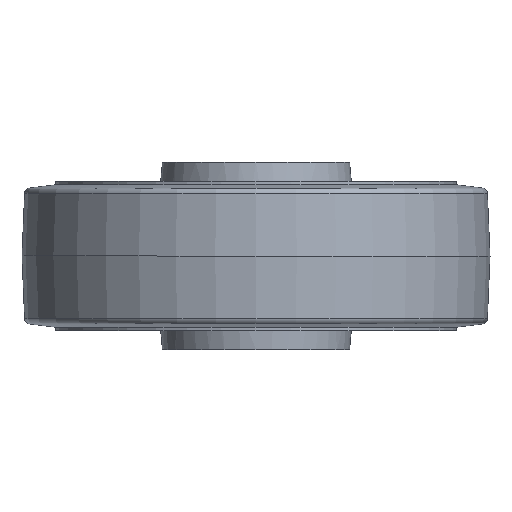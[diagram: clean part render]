
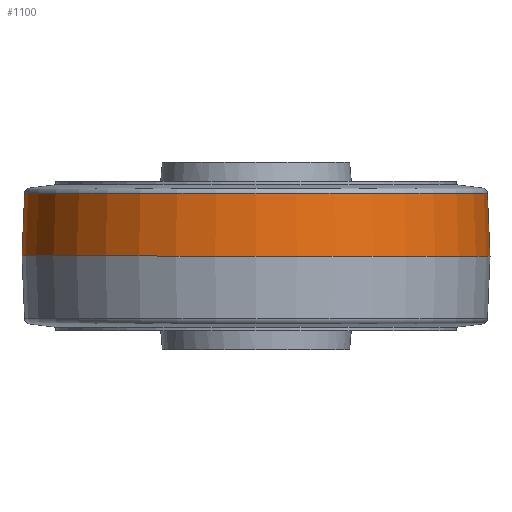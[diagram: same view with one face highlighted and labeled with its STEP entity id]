
A CAD part, front view. The second image highlights one B-rep face of the part: STEP entity #1100.
In plain terms, the highlighted conical face has half-angle 2.386 degrees and reference radius 61.75 mm.
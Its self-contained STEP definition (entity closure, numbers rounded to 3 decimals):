
#1100 = ADVANCED_FACE ( 'NONE', ( #6473 ), #2113, .T. ) ;
#1627 = CARTESIAN_POINT ( 'NONE',  ( 0., 0., 18. ) ) ;
#1809 = LINE ( 'NONE', #12885, #11487 ) ;
#1894 = CARTESIAN_POINT ( 'NONE',  ( 61.803, 0., 16.727 ) ) ;
#1939 = CARTESIAN_POINT ( 'NONE',  ( -62.5, 0., 0. ) ) ;
#2113 = CONICAL_SURFACE ( 'NONE', #20119, 61.75, 0.042 ) ;
#2157 = AXIS2_PLACEMENT_3D ( 'NONE', #7144, #10016, #13000 ) ;
#3101 = CIRCLE ( 'NONE', #4397, 62.5 ) ;
#3836 = EDGE_CURVE ( 'NONE', #10230, #17350, #3101, .T. ) ;
#4244 = EDGE_LOOP ( 'NONE', ( #7538, #16828, #14681, #16886 ) ) ;
#4397 = AXIS2_PLACEMENT_3D ( 'NONE', #16636, #13185, #16249 ) ;
#5022 = DIRECTION ( 'NONE',  ( -1., 0., 0. ) ) ;
#5035 = CARTESIAN_POINT ( 'NONE',  ( -61.803, 0., 16.727 ) ) ;
#6473 = FACE_OUTER_BOUND ( 'NONE', #4244, .T. ) ;
#7144 = CARTESIAN_POINT ( 'NONE',  ( 0., 0., 16.727 ) ) ;
#7538 = ORIENTED_EDGE ( 'NONE', *, *, #14526, .F. ) ;
#9108 = EDGE_CURVE ( 'NONE', #17374, #17350, #19624, .T. ) ;
#9926 = DIRECTION ( 'NONE',  ( 0., 0., -1. ) ) ;
#10016 = DIRECTION ( 'NONE',  ( 0., 0., -1. ) ) ;
#10230 = VERTEX_POINT ( 'NONE', #14197 ) ;
#11319 = VECTOR ( 'NONE', #17898, 1000. ) ;
#11487 = VECTOR ( 'NONE', #16254, 1000. ) ;
#12383 = VERTEX_POINT ( 'NONE', #1894 ) ;
#12885 = CARTESIAN_POINT ( 'NONE',  ( 61.75, 0., 18. ) ) ;
#13000 = DIRECTION ( 'NONE',  ( 1., 0., 0. ) ) ;
#13185 = DIRECTION ( 'NONE',  ( 0., 0., -1. ) ) ;
#14197 = CARTESIAN_POINT ( 'NONE',  ( 62.5, 0., 0. ) ) ;
#14526 = EDGE_CURVE ( 'NONE', #12383, #10230, #1809, .T. ) ;
#14681 = ORIENTED_EDGE ( 'NONE', *, *, #9108, .T. ) ;
#16249 = DIRECTION ( 'NONE',  ( -1., 0., 0. ) ) ;
#16254 = DIRECTION ( 'NONE',  ( 0.042, 0., -0.999 ) ) ;
#16636 = CARTESIAN_POINT ( 'NONE',  ( 0., 0., 0. ) ) ;
#16804 = EDGE_CURVE ( 'NONE', #12383, #17374, #18452, .T. ) ;
#16828 = ORIENTED_EDGE ( 'NONE', *, *, #16804, .T. ) ;
#16886 = ORIENTED_EDGE ( 'NONE', *, *, #3836, .F. ) ;
#17350 = VERTEX_POINT ( 'NONE', #1939 ) ;
#17374 = VERTEX_POINT ( 'NONE', #5035 ) ;
#17898 = DIRECTION ( 'NONE',  ( -0.042, 0., -0.999 ) ) ;
#18203 = CARTESIAN_POINT ( 'NONE',  ( -61.75, 0., 18. ) ) ;
#18452 = CIRCLE ( 'NONE', #2157, 61.803 ) ;
#19624 = LINE ( 'NONE', #18203, #11319 ) ;
#20119 = AXIS2_PLACEMENT_3D ( 'NONE', #1627, #9926, #5022 ) ;
